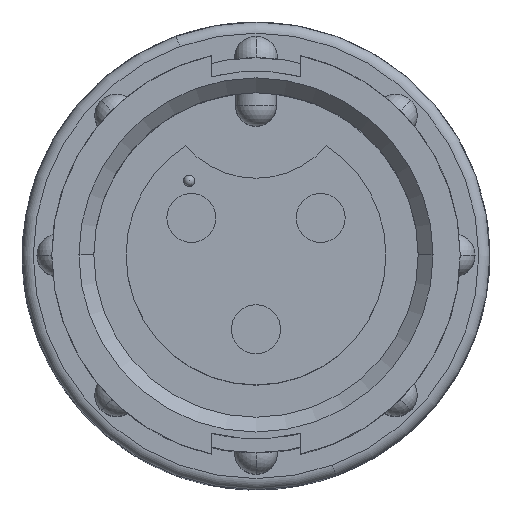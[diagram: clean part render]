
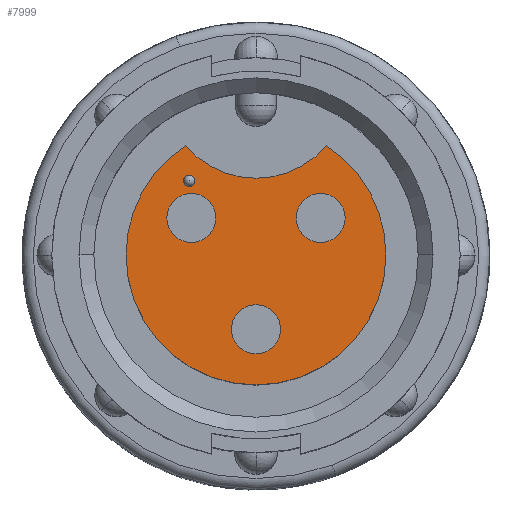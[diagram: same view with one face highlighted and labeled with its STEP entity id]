
A CAD part, top view. The second image highlights one B-rep face of the part: STEP entity #7999.
In plain terms, the highlighted planar face has unit normal (0, 0, 1).
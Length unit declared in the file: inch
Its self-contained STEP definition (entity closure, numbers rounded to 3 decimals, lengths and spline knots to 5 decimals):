
#72 = CARTESIAN_POINT ( 'NONE',  ( -0.0975, 0.1, -0.065 ) ) ;
#120 = DIRECTION ( 'NONE',  ( 0., 0., 1. ) ) ;
#188 = AXIS2_PLACEMENT_3D ( 'NONE', #1356, #6343, #2068 ) ;
#194 = CIRCLE ( 'NONE', #6916, 0.175 ) ;
#195 = CIRCLE ( 'NONE', #1379, 0.033 ) ;
#276 = CIRCLE ( 'NONE', #8447, 0.033 ) ;
#339 = EDGE_LOOP ( 'NONE', ( #8106, #2257 ) ) ;
#402 = CIRCLE ( 'NONE', #5015, 0.175 ) ;
#609 = CARTESIAN_POINT ( 'NONE',  ( -0.09, 0.1, -0.065 ) ) ;
#714 = ORIENTED_EDGE ( 'NONE', *, *, #2086, .F. ) ;
#872 = VERTEX_POINT ( 'NONE', #4054 ) ;
#962 = CIRCLE ( 'NONE', #188, 0.0075 ) ;
#1029 = AXIS2_PLACEMENT_3D ( 'NONE', #3179, #3208, #8188 ) ;
#1230 = VERTEX_POINT ( 'NONE', #2260 ) ;
#1311 = EDGE_CURVE ( 'NONE', #1230, #3611, #402, .T. ) ;
#1333 = DIRECTION ( 'NONE',  ( -1., 0., 0. ) ) ;
#1350 = CARTESIAN_POINT ( 'NONE',  ( -0.175, 0., -0.065 ) ) ;
#1356 = CARTESIAN_POINT ( 'NONE',  ( -0.09, 0.1, -0.065 ) ) ;
#1379 = AXIS2_PLACEMENT_3D ( 'NONE', #2232, #7231, #2969 ) ;
#1384 = VERTEX_POINT ( 'NONE', #1783 ) ;
#1391 = EDGE_CURVE ( 'NONE', #1684, #1230, #194, .T. ) ;
#1461 = CARTESIAN_POINT ( 'NONE',  ( 0., -0.1, -0.065 ) ) ;
#1619 = CIRCLE ( 'NONE', #5750, 0.033 ) ;
#1633 = EDGE_LOOP ( 'NONE', ( #7626, #8268, #5513, #714 ) ) ;
#1682 = VERTEX_POINT ( 'NONE', #4909 ) ;
#1684 = VERTEX_POINT ( 'NONE', #1350 ) ;
#1771 = CARTESIAN_POINT ( 'NONE',  ( -0.09484, 0.14707, -0.065 ) ) ;
#1783 = CARTESIAN_POINT ( 'NONE',  ( 0.087, 0.083, -0.065 ) ) ;
#1861 = CARTESIAN_POINT ( 'NONE',  ( -0.087, 0.017, -0.065 ) ) ;
#1911 = CARTESIAN_POINT ( 'NONE',  ( -0.087, 0.083, -0.065 ) ) ;
#2027 = EDGE_LOOP ( 'NONE', ( #5436, #3387 ) ) ;
#2068 = DIRECTION ( 'NONE',  ( -1., 0., 0. ) ) ;
#2086 = EDGE_CURVE ( 'NONE', #6363, #3611, #7222, .T. ) ;
#2089 = CARTESIAN_POINT ( 'NONE',  ( -0.087, 0.05, -0.065 ) ) ;
#2173 = DIRECTION ( 'NONE',  ( 0., -1., 0. ) ) ;
#2180 = CARTESIAN_POINT ( 'NONE',  ( 0., -0.1, -0.065 ) ) ;
#2232 = CARTESIAN_POINT ( 'NONE',  ( 0.087, 0.05, -0.065 ) ) ;
#2257 = ORIENTED_EDGE ( 'NONE', *, *, #5363, .F. ) ;
#2260 = CARTESIAN_POINT ( 'NONE',  ( 0.175, 0., -0.065 ) ) ;
#2410 = FACE_BOUND ( 'NONE', #339, .T. ) ;
#2635 = FACE_BOUND ( 'NONE', #2027, .T. ) ;
#2689 = CARTESIAN_POINT ( 'NONE',  ( -0.087, 0.05, -0.065 ) ) ;
#2700 = VERTEX_POINT ( 'NONE', #1911 ) ;
#2822 = DIRECTION ( 'NONE',  ( 0., -1., 0. ) ) ;
#2921 = DIRECTION ( 'NONE',  ( 0., -1., 0. ) ) ;
#2969 = DIRECTION ( 'NONE',  ( 0., -1., 0. ) ) ;
#3083 = CARTESIAN_POINT ( 'NONE',  ( 0., 0., -0.065 ) ) ;
#3179 = CARTESIAN_POINT ( 'NONE',  ( 0., 0., -0.065 ) ) ;
#3200 = CIRCLE ( 'NONE', #8708, 0.033 ) ;
#3208 = DIRECTION ( 'NONE',  ( 0., 0., -1. ) ) ;
#3257 = DIRECTION ( 'NONE',  ( 0., 0., 1. ) ) ;
#3259 = AXIS2_PLACEMENT_3D ( 'NONE', #2089, #7080, #2822 ) ;
#3387 = ORIENTED_EDGE ( 'NONE', *, *, #6149, .F. ) ;
#3415 = DIRECTION ( 'NONE',  ( 0., -1., 0. ) ) ;
#3611 = VERTEX_POINT ( 'NONE', #7648 ) ;
#3800 = DIRECTION ( 'NONE',  ( 1., 0., 0. ) ) ;
#3831 = EDGE_CURVE ( 'NONE', #5485, #1384, #195, .T. ) ;
#3947 = DIRECTION ( 'NONE',  ( 0., 0., 1. ) ) ;
#3975 = CIRCLE ( 'NONE', #8144, 0.175 ) ;
#4054 = CARTESIAN_POINT ( 'NONE',  ( 0., -0.133, -0.065 ) ) ;
#4183 = AXIS2_PLACEMENT_3D ( 'NONE', #7514, #3257, #8238 ) ;
#4214 = DIRECTION ( 'NONE',  ( 0., 0., 1. ) ) ;
#4314 = FACE_BOUND ( 'NONE', #6588, .T. ) ;
#4402 = CARTESIAN_POINT ( 'NONE',  ( 0., 0., -0.065 ) ) ;
#4431 = VERTEX_POINT ( 'NONE', #1861 ) ;
#4451 = ORIENTED_EDGE ( 'NONE', *, *, #8505, .F. ) ;
#4586 = EDGE_CURVE ( 'NONE', #5476, #1682, #5548, .T. ) ;
#4640 = CIRCLE ( 'NONE', #3259, 0.033 ) ;
#4909 = CARTESIAN_POINT ( 'NONE',  ( -0.0825, 0.1, -0.065 ) ) ;
#5015 = AXIS2_PLACEMENT_3D ( 'NONE', #3083, #8068, #3800 ) ;
#5025 = CARTESIAN_POINT ( 'NONE',  ( 0., -0.067, -0.065 ) ) ;
#5094 = AXIS2_PLACEMENT_3D ( 'NONE', #8489, #4214, #9217 ) ;
#5115 = DIRECTION ( 'NONE',  ( 1., 0., 0. ) ) ;
#5315 = PLANE ( 'NONE',  #1029 ) ;
#5363 = EDGE_CURVE ( 'NONE', #1682, #5476, #962, .T. ) ;
#5436 = ORIENTED_EDGE ( 'NONE', *, *, #6622, .F. ) ;
#5476 = VERTEX_POINT ( 'NONE', #72 ) ;
#5485 = VERTEX_POINT ( 'NONE', #5816 ) ;
#5513 = ORIENTED_EDGE ( 'NONE', *, *, #1311, .T. ) ;
#5548 = CIRCLE ( 'NONE', #8865, 0.0075 ) ;
#5609 = DIRECTION ( 'NONE',  ( 0., 0., 1. ) ) ;
#5750 = AXIS2_PLACEMENT_3D ( 'NONE', #2180, #7178, #2921 ) ;
#5816 = CARTESIAN_POINT ( 'NONE',  ( 0.087, 0.017, -0.065 ) ) ;
#5922 = ORIENTED_EDGE ( 'NONE', *, *, #8369, .F. ) ;
#6143 = VERTEX_POINT ( 'NONE', #5025 ) ;
#6149 = EDGE_CURVE ( 'NONE', #6143, #872, #1619, .T. ) ;
#6194 = FACE_OUTER_BOUND ( 'NONE', #1633, .T. ) ;
#6224 = EDGE_CURVE ( 'NONE', #6363, #1684, #3975, .T. ) ;
#6343 = DIRECTION ( 'NONE',  ( 0., 0., 1. ) ) ;
#6363 = VERTEX_POINT ( 'NONE', #1771 ) ;
#6418 = CIRCLE ( 'NONE', #5094, 0.033 ) ;
#6449 = DIRECTION ( 'NONE',  ( 0., 0., 1. ) ) ;
#6499 = EDGE_CURVE ( 'NONE', #1384, #5485, #6418, .T. ) ;
#6588 = EDGE_LOOP ( 'NONE', ( #8966, #7822 ) ) ;
#6622 = EDGE_CURVE ( 'NONE', #872, #6143, #276, .T. ) ;
#6916 = AXIS2_PLACEMENT_3D ( 'NONE', #8213, #3947, #8952 ) ;
#7080 = DIRECTION ( 'NONE',  ( 0., 0., 1. ) ) ;
#7152 = EDGE_LOOP ( 'NONE', ( #5922, #4451 ) ) ;
#7178 = DIRECTION ( 'NONE',  ( 0., 0., 1. ) ) ;
#7222 = CIRCLE ( 'NONE', #4183, 0.125 ) ;
#7231 = DIRECTION ( 'NONE',  ( 0., 0., 1. ) ) ;
#7514 = CARTESIAN_POINT ( 'NONE',  ( 0., 0.2285, -0.065 ) ) ;
#7626 = ORIENTED_EDGE ( 'NONE', *, *, #6224, .T. ) ;
#7648 = CARTESIAN_POINT ( 'NONE',  ( 0.09484, 0.14707, -0.065 ) ) ;
#7682 = DIRECTION ( 'NONE',  ( 0., 0., 1. ) ) ;
#7822 = ORIENTED_EDGE ( 'NONE', *, *, #6499, .F. ) ;
#7999 = ADVANCED_FACE ( 'NONE', ( #2635, #8105, #6194, #4314, #2410 ), #5315, .F. ) ;
#8068 = DIRECTION ( 'NONE',  ( 0., 0., 1. ) ) ;
#8105 = FACE_BOUND ( 'NONE', #7152, .T. ) ;
#8106 = ORIENTED_EDGE ( 'NONE', *, *, #4586, .F. ) ;
#8144 = AXIS2_PLACEMENT_3D ( 'NONE', #4402, #120, #5115 ) ;
#8188 = DIRECTION ( 'NONE',  ( -1., 0., 0. ) ) ;
#8213 = CARTESIAN_POINT ( 'NONE',  ( 0., 0., -0.065 ) ) ;
#8238 = DIRECTION ( 'NONE',  ( 1., 0., 0. ) ) ;
#8268 = ORIENTED_EDGE ( 'NONE', *, *, #1391, .T. ) ;
#8369 = EDGE_CURVE ( 'NONE', #4431, #2700, #3200, .T. ) ;
#8447 = AXIS2_PLACEMENT_3D ( 'NONE', #1461, #6449, #2173 ) ;
#8489 = CARTESIAN_POINT ( 'NONE',  ( 0.087, 0.05, -0.065 ) ) ;
#8505 = EDGE_CURVE ( 'NONE', #2700, #4431, #4640, .T. ) ;
#8708 = AXIS2_PLACEMENT_3D ( 'NONE', #2689, #7682, #3415 ) ;
#8865 = AXIS2_PLACEMENT_3D ( 'NONE', #609, #5609, #1333 ) ;
#8952 = DIRECTION ( 'NONE',  ( 1., 0., 0. ) ) ;
#8966 = ORIENTED_EDGE ( 'NONE', *, *, #3831, .F. ) ;
#9217 = DIRECTION ( 'NONE',  ( 0., -1., 0. ) ) ;
